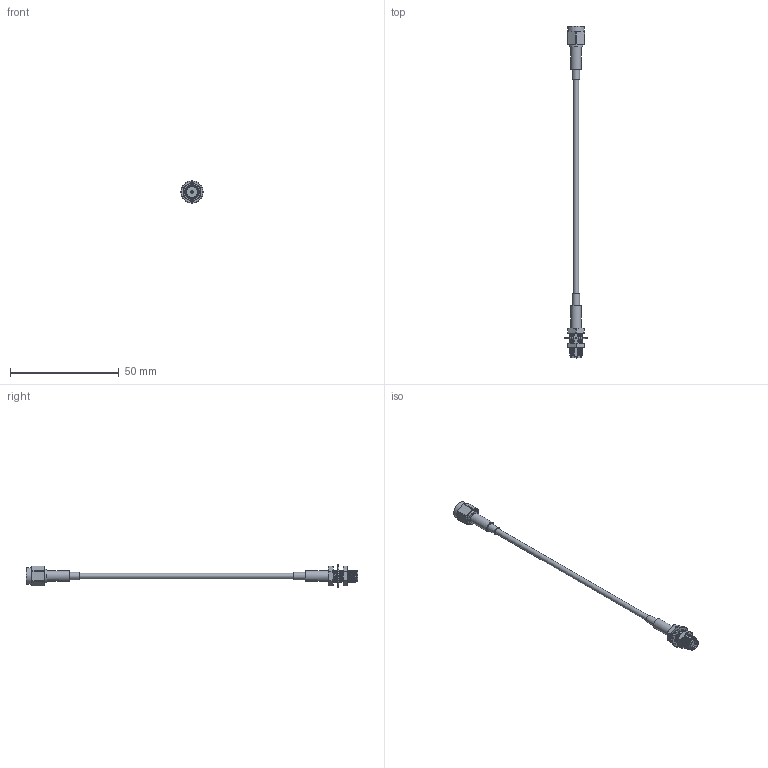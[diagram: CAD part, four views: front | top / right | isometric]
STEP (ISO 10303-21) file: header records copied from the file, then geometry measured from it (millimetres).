
FILE_DESCRIPTION(/* description */ ('Unknown'),/* implementation_level */ '2;1');
FILE_NAME(/* name */ '655035032xxx05',/* time_stamp */ '2024-08-13T14:08:58+02:00',/* author */ ('Unknown'),/* organization */ ('Unknown'),/* preprocessor_version */ 'ST-DEVELOPER v19.4',/* originating_system */ 'Solid Edge',/* authorisation */ 'Unknown');
FILE_SCHEMA (('AUTOMOTIVE_DESIGN {1 0 10303 214 3 1 1}'));
Length unit declared in the file: millimetre
Products named in the file (1): 655035032xxx05
Bounding box: 10.16 x 152.4 x 10.16 mm (x, y, z)
Volume: 1738.9 mm3; surface area: 2647.1 mm2
Topology: 2 solids, 2 shells, 250 faces, 694 edges, 459 vertices
Faces by surface type: plane 94, cylinder 77, bspline 34, torus 28, cone 17
Full cylindrical faces by diameter (mm): 0.92 x2, 1.27 x1, 2.5 x1, 3.4 x2, 4.56 x1, 4.75 x1, 4.8 x2, 4.95 x1, 5.35 x1, 6.4 x2, 6.5 x1, 6.55 x5, 7 x1, 7.8 x1, 10.2 x1
Entity records: 21925 total; most frequent: CARTESIAN_POINT 14991, ORIENTED_EDGE 1248, DIRECTION 984, EDGE_CURVE 624, VERTEX_POINT 427, AXIS2_PLACEMENT_3D 376, EDGE_LOOP 299, FACE_BOUND 299
